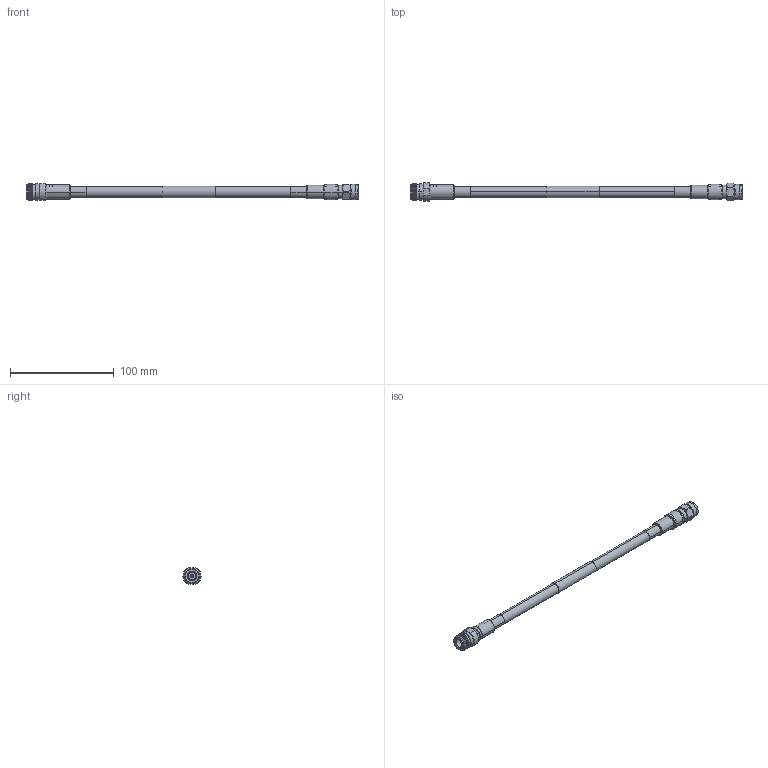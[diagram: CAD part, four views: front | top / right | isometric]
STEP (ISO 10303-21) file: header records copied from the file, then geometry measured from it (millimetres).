
FILE_DESCRIPTION (( 'STEP AP214' ), '1' );
FILE_NAME ('FMC00787_3D.step', '2023-03-06T20:12:19', ( '' ), ( '' ), 'SwSTEP 2.0', 'SolidWorks 2022', '' );
FILE_SCHEMA (( 'AUTOMOTIVE_DESIGN' ));
Length unit declared in the file: inch
Products named in the file (8): TC-400-TM-X^FMC00787; TC-400-NF-X-PE; TC-400-NF-X_ferrule; heat shrink conn 1^FMC00787_conn 1; heat shrink conn 2^FMC00787_conn 1; FMC00787_3D; LMR-400-UF Ø.405 jacket^FMC00787
Assembly tree (7 placements, depth 3):
  FMC00787_3D
    LMR-400-UF Ø.405 jacket^FMC00787
    TC-400-NF-X-PE
      TC-400-NF-X-PE
      TC-400-NF-X_ferrule
    heat shrink conn 1^FMC00787_conn 1
    TC-400-TM-X^FMC00787
    heat shrink conn 2^FMC00787_conn 1
Bounding box: 319.33 x 17.5 x 16 mm (x, y, z)
Volume: 30784.7 mm3; surface area: 26786.3 mm2
Topology: 8 solids, 8 shells, 1204 faces, 2899 edges, 1728 vertices
Faces by surface type: bspline 640, cylinder 362, cone 120, plane 48, torus 34
Entity records: 40934 total; most frequent: CARTESIAN_POINT 20560, ORIENTED_EDGE 5794, EDGE_CURVE 2897, DIRECTION 2608, VERTEX_POINT 1728, EDGE_LOOP 1233, FACE_OUTER_BOUND 1204, ADVANCED_FACE 1204
